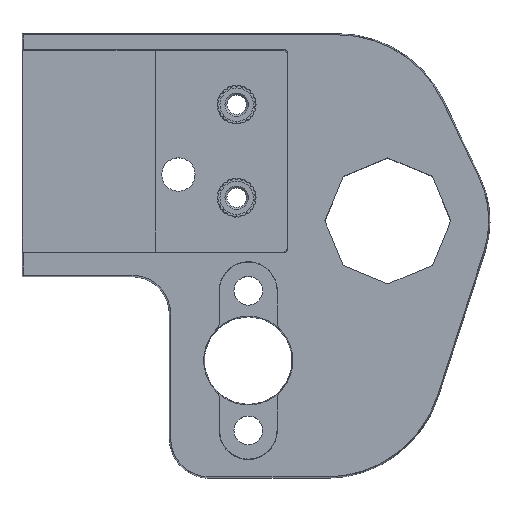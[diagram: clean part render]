
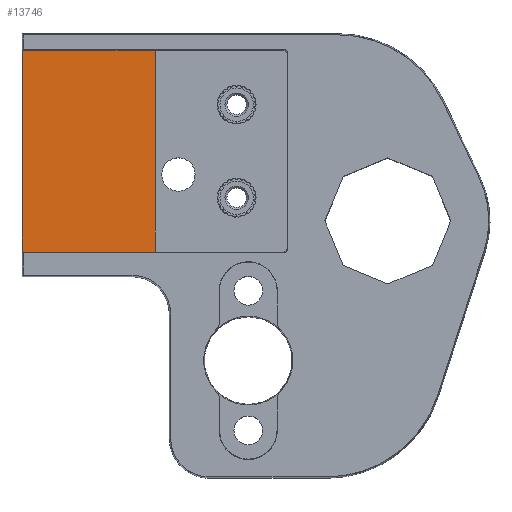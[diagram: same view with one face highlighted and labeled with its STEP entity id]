
A CAD part, top view. The second image highlights one B-rep face of the part: STEP entity #13746.
In plain terms, the highlighted planar face has unit normal (0, 0, 1).
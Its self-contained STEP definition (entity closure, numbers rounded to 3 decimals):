
#25 = DIRECTION ( 'NONE',  ( -1., 0., 0. ) ) ;
#852 = VERTEX_POINT ( 'NONE', #10912 ) ;
#1129 = EDGE_CURVE ( 'NONE', #852, #9554, #10907, .T. ) ;
#1659 = EDGE_CURVE ( 'NONE', #1951, #9554, #15793, .T. ) ;
#1701 = ORIENTED_EDGE ( 'NONE', *, *, #22554, .F. ) ;
#1837 = EDGE_LOOP ( 'NONE', ( #15558, #6632, #1701, #8483 ) ) ;
#1951 = VERTEX_POINT ( 'NONE', #9226 ) ;
#1956 = VERTEX_POINT ( 'NONE', #2060 ) ;
#2060 = CARTESIAN_POINT ( 'NONE',  ( -60.091, 29., 5.5 ) ) ;
#2106 = CARTESIAN_POINT ( 'NONE',  ( 0., 29., 5.5 ) ) ;
#2700 = CARTESIAN_POINT ( 'NONE',  ( -43., 0., 5.5 ) ) ;
#3207 = LINE ( 'NONE', #2106, #22790 ) ;
#3302 = CARTESIAN_POINT ( 'NONE',  ( -43., 55., 5.5 ) ) ;
#3636 = DIRECTION ( 'NONE',  ( 0., 1., 0. ) ) ;
#6632 = ORIENTED_EDGE ( 'NONE', *, *, #8881, .F. ) ;
#8483 = ORIENTED_EDGE ( 'NONE', *, *, #1659, .T. ) ;
#8881 = EDGE_CURVE ( 'NONE', #1956, #852, #13014, .T. ) ;
#9154 = DIRECTION ( 'NONE',  ( 0., 0., 1. ) ) ;
#9169 = VECTOR ( 'NONE', #13875, 1000. ) ;
#9226 = CARTESIAN_POINT ( 'NONE',  ( -43., 29., 5.5 ) ) ;
#9554 = VERTEX_POINT ( 'NONE', #3302 ) ;
#10351 = AXIS2_PLACEMENT_3D ( 'NONE', #22269, #9154, #18433 ) ;
#10907 = LINE ( 'NONE', #15815, #9169 ) ;
#10912 = CARTESIAN_POINT ( 'NONE',  ( -60.091, 55., 5.5 ) ) ;
#12040 = VECTOR ( 'NONE', #15596, 1000. ) ;
#13014 = LINE ( 'NONE', #20395, #19911 ) ;
#13746 = ADVANCED_FACE ( 'NONE', ( #19114 ), #14964, .T. ) ;
#13875 = DIRECTION ( 'NONE',  ( 1., 0., 0. ) ) ;
#14964 = PLANE ( 'NONE',  #10351 ) ;
#15558 = ORIENTED_EDGE ( 'NONE', *, *, #1129, .F. ) ;
#15596 = DIRECTION ( 'NONE',  ( 0., 1., 0. ) ) ;
#15793 = LINE ( 'NONE', #2700, #12040 ) ;
#15815 = CARTESIAN_POINT ( 'NONE',  ( 0., 55., 5.5 ) ) ;
#18433 = DIRECTION ( 'NONE',  ( 1., 0., 0. ) ) ;
#19114 = FACE_OUTER_BOUND ( 'NONE', #1837, .T. ) ;
#19911 = VECTOR ( 'NONE', #3636, 1000. ) ;
#20395 = CARTESIAN_POINT ( 'NONE',  ( -60.091, 0., 5.5 ) ) ;
#22269 = CARTESIAN_POINT ( 'NONE',  ( 0., 0., 5.5 ) ) ;
#22554 = EDGE_CURVE ( 'NONE', #1951, #1956, #3207, .T. ) ;
#22790 = VECTOR ( 'NONE', #25, 1000. ) ;
